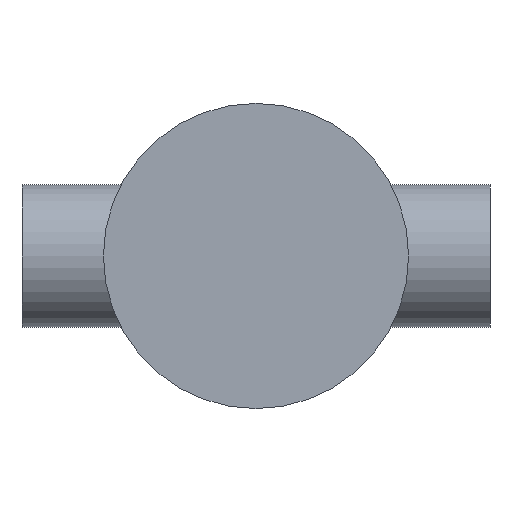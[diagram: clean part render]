
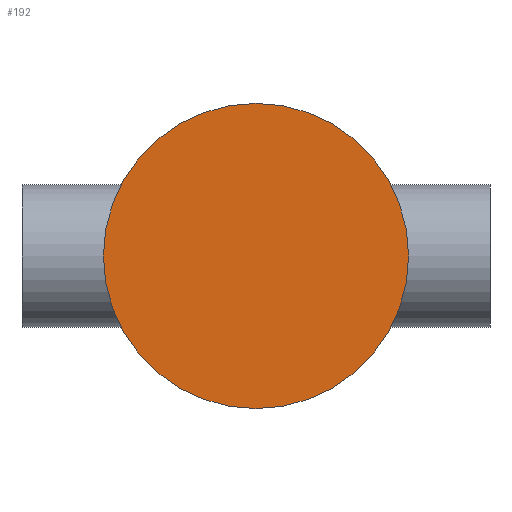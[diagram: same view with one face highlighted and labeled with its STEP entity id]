
A CAD part, front view. The second image highlights one B-rep face of the part: STEP entity #192.
In plain terms, the highlighted planar face has unit normal (0, -1, 0).
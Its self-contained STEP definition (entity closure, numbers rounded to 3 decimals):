
#35 = DIRECTION ( 'NONE',  ( 0., 0., 1. ) ) ;
#74 = DIRECTION ( 'NONE',  ( 0., 1., 0. ) ) ;
#109 = EDGE_CURVE ( 'NONE', #238, #511, #159, .T. ) ;
#118 = PLANE ( 'NONE',  #431 ) ;
#155 = DIRECTION ( 'NONE',  ( 0., 0., 1. ) ) ;
#156 = DIRECTION ( 'NONE',  ( 0., 1., 0. ) ) ;
#159 = CIRCLE ( 'NONE', #345, 75. ) ;
#192 = ADVANCED_FACE ( 'NONE', ( #378 ), #118, .F. ) ;
#196 = EDGE_LOOP ( 'NONE', ( #436, #232 ) ) ;
#197 = CIRCLE ( 'NONE', #512, 75. ) ;
#200 = CARTESIAN_POINT ( 'NONE',  ( 0., -20., 0. ) ) ;
#232 = ORIENTED_EDGE ( 'NONE', *, *, #109, .F. ) ;
#238 = VERTEX_POINT ( 'NONE', #395 ) ;
#280 = DIRECTION ( 'NONE',  ( 0., 1., 0. ) ) ;
#345 = AXIS2_PLACEMENT_3D ( 'NONE', #352, #156, #472 ) ;
#352 = CARTESIAN_POINT ( 'NONE',  ( 0., -20., 0. ) ) ;
#364 = EDGE_CURVE ( 'NONE', #511, #238, #197, .T. ) ;
#378 = FACE_OUTER_BOUND ( 'NONE', #196, .T. ) ;
#395 = CARTESIAN_POINT ( 'NONE',  ( 0., -20., -75. ) ) ;
#431 = AXIS2_PLACEMENT_3D ( 'NONE', #200, #280, #35 ) ;
#436 = ORIENTED_EDGE ( 'NONE', *, *, #364, .F. ) ;
#472 = DIRECTION ( 'NONE',  ( 0., 0., 1. ) ) ;
#489 = CARTESIAN_POINT ( 'NONE',  ( 0., -20., 75. ) ) ;
#507 = CARTESIAN_POINT ( 'NONE',  ( 0., -20., 0. ) ) ;
#511 = VERTEX_POINT ( 'NONE', #489 ) ;
#512 = AXIS2_PLACEMENT_3D ( 'NONE', #507, #74, #155 ) ;
